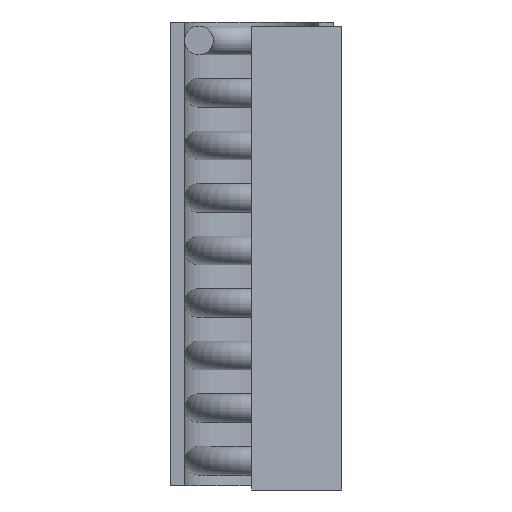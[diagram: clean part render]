
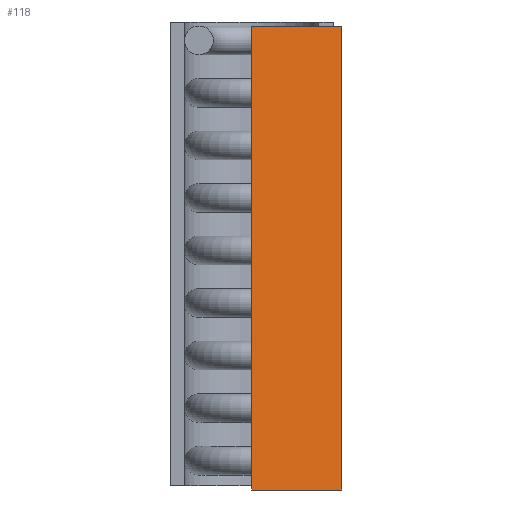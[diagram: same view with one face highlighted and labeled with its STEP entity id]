
A CAD part, front view. The second image highlights one B-rep face of the part: STEP entity #118.
In plain terms, the highlighted face is planar.
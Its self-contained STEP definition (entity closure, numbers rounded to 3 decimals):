
#118 = ADVANCED_FACE( '', ( #247 ), #248, .F. );
#247 = FACE_OUTER_BOUND( '', #1553, .T. );
#248 = PLANE( '', #1554 );
#1553 = EDGE_LOOP( '', ( #1899, #1900, #1901, #1902 ) );
#1554 = AXIS2_PLACEMENT_3D( '', #1903, #1904, #1905 );
#1899 = ORIENTED_EDGE( '', *, *, #1946, .T. );
#1900 = ORIENTED_EDGE( '', *, *, #1933, .F. );
#1901 = ORIENTED_EDGE( '', *, *, #1953, .F. );
#1902 = ORIENTED_EDGE( '', *, *, #1958, .T. );
#1903 = CARTESIAN_POINT( '', ( 0.71, 0., 2.02 ) );
#1904 = DIRECTION( '', ( -0.985, -0.174, 0. ) );
#1905 = DIRECTION( '', ( 0.174, -0.985, 0. ) );
#1933 = EDGE_CURVE( '', #2014, #2009, #2016, .T. );
#1946 = EDGE_CURVE( '', #2035, #2009, #2036, .T. );
#1953 = EDGE_CURVE( '', #2044, #2014, #2046, .T. );
#1958 = EDGE_CURVE( '', #2044, #2035, #2052, .T. );
#2009 = VERTEX_POINT( '', #2113 );
#2014 = VERTEX_POINT( '', #2120 );
#2016 = LINE( '', #2123, #2124 );
#2035 = VERTEX_POINT( '', #2147 );
#2036 = LINE( '', #2148, #2149 );
#2044 = VERTEX_POINT( '', #2158 );
#2046 = LINE( '', #2161, #2162 );
#2052 = LINE( '', #2169, #2170 );
#2113 = CARTESIAN_POINT( '', ( 0.572, 0.785, -2.02 ) );
#2120 = CARTESIAN_POINT( '', ( 0.572, 0.785, 2.02 ) );
#2123 = CARTESIAN_POINT( '', ( 0.572, 0.785, 2.02 ) );
#2124 = VECTOR( '', #2233, 1000. );
#2147 = CARTESIAN_POINT( '', ( 0.71, 0., -2.02 ) );
#2148 = CARTESIAN_POINT( '', ( 0.71, 0., -2.02 ) );
#2149 = VECTOR( '', #2250, 1000. );
#2158 = CARTESIAN_POINT( '', ( 0.71, 0., 2.02 ) );
#2161 = CARTESIAN_POINT( '', ( 0.71, 0., 2.02 ) );
#2162 = VECTOR( '', #2259, 1000. );
#2169 = CARTESIAN_POINT( '', ( 0.71, 0., 2.02 ) );
#2170 = VECTOR( '', #2264, 1000. );
#2233 = DIRECTION( '', ( 0., 0., -1. ) );
#2250 = DIRECTION( '', ( -0.174, 0.985, 0. ) );
#2259 = DIRECTION( '', ( -0.174, 0.985, 0. ) );
#2264 = DIRECTION( '', ( 0., 0., -1. ) );
